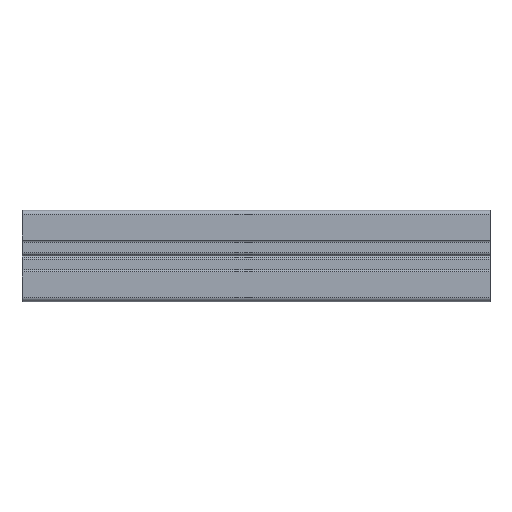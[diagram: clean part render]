
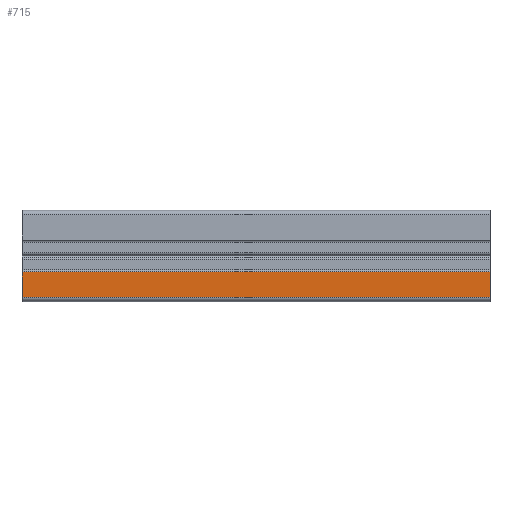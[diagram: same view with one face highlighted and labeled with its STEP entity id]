
A CAD part, left-side view. The second image highlights one B-rep face of the part: STEP entity #715.
In plain terms, the highlighted planar face has unit normal (-1, 0, 0).
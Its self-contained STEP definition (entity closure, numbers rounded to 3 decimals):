
#225 = VECTOR ( 'NONE', #1769, 1000. ) ;
#506 = LINE ( 'NONE', #1078, #225 ) ;
#565 = ORIENTED_EDGE ( 'NONE', *, *, #3597, .F. ) ;
#715 = ADVANCED_FACE ( 'NONE', ( #1764 ), #2378, .T. ) ;
#927 = EDGE_LOOP ( 'NONE', ( #1564, #3748, #565, #2438 ) ) ;
#1078 = CARTESIAN_POINT ( 'NONE',  ( 0., 102.5, -19. ) ) ;
#1096 = LINE ( 'NONE', #1417, #1982 ) ;
#1417 = CARTESIAN_POINT ( 'NONE',  ( 0., 0., 0. ) ) ;
#1564 = ORIENTED_EDGE ( 'NONE', *, *, #3465, .T. ) ;
#1730 = EDGE_CURVE ( 'NONE', #3338, #2978, #4129, .T. ) ;
#1764 = FACE_OUTER_BOUND ( 'NONE', #927, .T. ) ;
#1769 = DIRECTION ( 'NONE',  ( 0., -1., 0. ) ) ;
#1982 = VECTOR ( 'NONE', #3995, 1000. ) ;
#2166 = CARTESIAN_POINT ( 'NONE',  ( 0., 102.5, -13.5 ) ) ;
#2216 = CARTESIAN_POINT ( 'NONE',  ( 0., 102.5, -19. ) ) ;
#2262 = CARTESIAN_POINT ( 'NONE',  ( 0., 102.5, 0. ) ) ;
#2378 = PLANE ( 'NONE',  #3571 ) ;
#2400 = CARTESIAN_POINT ( 'NONE',  ( 0., 102.5, 0. ) ) ;
#2438 = ORIENTED_EDGE ( 'NONE', *, *, #1730, .F. ) ;
#2473 = VERTEX_POINT ( 'NONE', #2216 ) ;
#2615 = LINE ( 'NONE', #2262, #3194 ) ;
#2817 = CARTESIAN_POINT ( 'NONE',  ( 0., 0., -13.5 ) ) ;
#2891 = DIRECTION ( 'NONE',  ( 0., 0., -1. ) ) ;
#2978 = VERTEX_POINT ( 'NONE', #2817 ) ;
#2999 = VECTOR ( 'NONE', #3075, 1000. ) ;
#3045 = DIRECTION ( 'NONE',  ( 0., 0., 1. ) ) ;
#3075 = DIRECTION ( 'NONE',  ( 0., -1., 0. ) ) ;
#3194 = VECTOR ( 'NONE', #2891, 1000. ) ;
#3205 = EDGE_CURVE ( 'NONE', #2473, #3478, #506, .T. ) ;
#3338 = VERTEX_POINT ( 'NONE', #3743 ) ;
#3465 = EDGE_CURVE ( 'NONE', #3338, #2473, #2615, .T. ) ;
#3478 = VERTEX_POINT ( 'NONE', #3910 ) ;
#3571 = AXIS2_PLACEMENT_3D ( 'NONE', #2400, #3670, #3045 ) ;
#3597 = EDGE_CURVE ( 'NONE', #2978, #3478, #1096, .T. ) ;
#3670 = DIRECTION ( 'NONE',  ( -1., 0., 0. ) ) ;
#3743 = CARTESIAN_POINT ( 'NONE',  ( 0., 102.5, -13.5 ) ) ;
#3748 = ORIENTED_EDGE ( 'NONE', *, *, #3205, .T. ) ;
#3910 = CARTESIAN_POINT ( 'NONE',  ( 0., 0., -19. ) ) ;
#3995 = DIRECTION ( 'NONE',  ( 0., 0., -1. ) ) ;
#4129 = LINE ( 'NONE', #2166, #2999 ) ;
